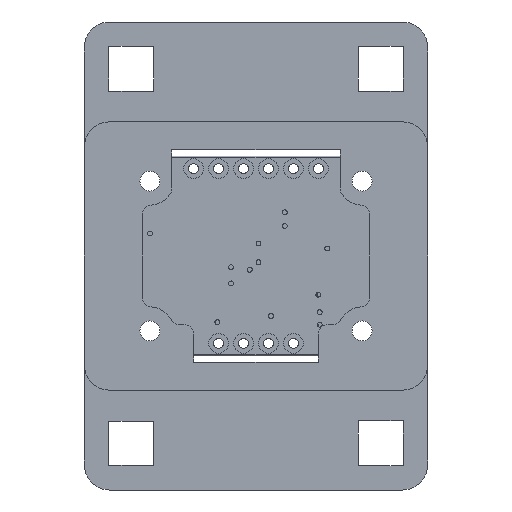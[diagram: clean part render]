
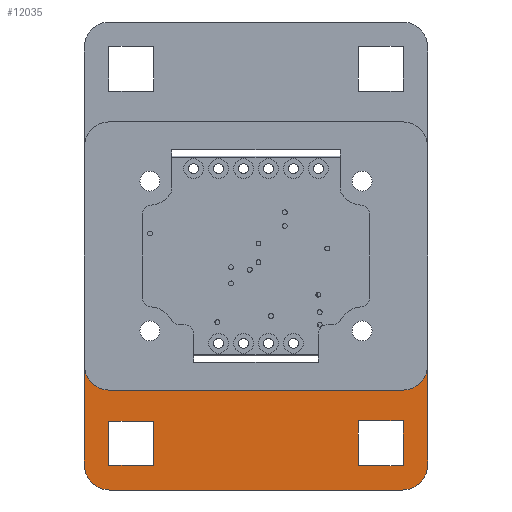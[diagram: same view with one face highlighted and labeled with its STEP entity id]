
A CAD part, front view. The second image highlights one B-rep face of the part: STEP entity #12035.
In plain terms, the highlighted planar face has unit normal (0, -1, 0).
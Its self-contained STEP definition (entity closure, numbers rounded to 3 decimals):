
#1183=LINE('',#19419,#2421);
#1186=LINE('',#19425,#2424);
#1189=LINE('',#19431,#2427);
#1192=LINE('',#19435,#2430);
#1207=LINE('',#19467,#2445);
#1210=LINE('',#19473,#2448);
#1213=LINE('',#19479,#2451);
#1216=LINE('',#19483,#2454);
#1219=LINE('',#19495,#2457);
#1238=LINE('',#19542,#2476);
#1240=LINE('',#19551,#2478);
#1241=LINE('',#19554,#2479);
#2421=VECTOR('',#16111,10.);
#2424=VECTOR('',#16116,10.);
#2427=VECTOR('',#16121,10.);
#2430=VECTOR('',#16126,10.);
#2445=VECTOR('',#16151,10.);
#2448=VECTOR('',#16156,10.);
#2451=VECTOR('',#16161,10.);
#2454=VECTOR('',#16166,10.);
#2457=VECTOR('',#16177,10.);
#2476=VECTOR('',#16216,10.);
#2478=VECTOR('',#16226,10.);
#2479=VECTOR('',#16229,10.);
#2845=FACE_BOUND('',#4218,.T.);
#2846=FACE_BOUND('',#4219,.T.);
#3462=FACE_OUTER_BOUND('',#4217,.T.);
#4217=EDGE_LOOP('',(#10375,#10376,#10377,#10378,#10379,#10380,#10381,#10382));
#4218=EDGE_LOOP('',(#10383,#10384,#10385,#10386));
#4219=EDGE_LOOP('',(#10387,#10388,#10389,#10390));
#4624=CIRCLE('',#13041,2.54);
#4629=CIRCLE('',#13051,2.54);
#4631=CIRCLE('',#13056,2.54);
#4632=CIRCLE('',#13057,2.54);
#5610=VERTEX_POINT('',#19416);
#5611=VERTEX_POINT('',#19418);
#5613=VERTEX_POINT('',#19424);
#5615=VERTEX_POINT('',#19430);
#5626=VERTEX_POINT('',#19464);
#5627=VERTEX_POINT('',#19466);
#5629=VERTEX_POINT('',#19472);
#5631=VERTEX_POINT('',#19478);
#5634=VERTEX_POINT('',#19488);
#5635=VERTEX_POINT('',#19490);
#5636=VERTEX_POINT('',#19494);
#5653=VERTEX_POINT('',#19536);
#5654=VERTEX_POINT('',#19538);
#5656=VERTEX_POINT('',#19548);
#5657=VERTEX_POINT('',#19550);
#5658=VERTEX_POINT('',#19552);
#7188=EDGE_CURVE('',#5611,#5610,#1183,.T.);
#7191=EDGE_CURVE('',#5613,#5611,#1186,.T.);
#7194=EDGE_CURVE('',#5615,#5613,#1189,.T.);
#7197=EDGE_CURVE('',#5610,#5615,#1192,.T.);
#7212=EDGE_CURVE('',#5627,#5626,#1207,.T.);
#7215=EDGE_CURVE('',#5629,#5627,#1210,.T.);
#7218=EDGE_CURVE('',#5631,#5629,#1213,.T.);
#7221=EDGE_CURVE('',#5626,#5631,#1216,.T.);
#7224=EDGE_CURVE('',#5634,#5635,#4624,.F.);
#7226=EDGE_CURVE('',#5636,#5634,#1219,.T.);
#7248=EDGE_CURVE('',#5653,#5654,#4629,.F.);
#7250=EDGE_CURVE('',#5635,#5653,#1238,.T.);
#7253=EDGE_CURVE('',#5656,#5636,#4631,.T.);
#7254=EDGE_CURVE('',#5657,#5656,#1240,.T.);
#7255=EDGE_CURVE('',#5658,#5657,#4632,.T.);
#7256=EDGE_CURVE('',#5654,#5658,#1241,.T.);
#10375=ORIENTED_EDGE('',*,*,#7226,.F.);
#10376=ORIENTED_EDGE('',*,*,#7253,.F.);
#10377=ORIENTED_EDGE('',*,*,#7254,.F.);
#10378=ORIENTED_EDGE('',*,*,#7255,.F.);
#10379=ORIENTED_EDGE('',*,*,#7256,.F.);
#10380=ORIENTED_EDGE('',*,*,#7248,.F.);
#10381=ORIENTED_EDGE('',*,*,#7250,.F.);
#10382=ORIENTED_EDGE('',*,*,#7224,.F.);
#10383=ORIENTED_EDGE('',*,*,#7194,.T.);
#10384=ORIENTED_EDGE('',*,*,#7191,.T.);
#10385=ORIENTED_EDGE('',*,*,#7188,.T.);
#10386=ORIENTED_EDGE('',*,*,#7197,.T.);
#10387=ORIENTED_EDGE('',*,*,#7218,.T.);
#10388=ORIENTED_EDGE('',*,*,#7215,.T.);
#10389=ORIENTED_EDGE('',*,*,#7212,.T.);
#10390=ORIENTED_EDGE('',*,*,#7221,.T.);
#10986=PLANE('',#13055);
#12035=ADVANCED_FACE('',(#3462,#2845,#2846),#10986,.T.);
#13041=AXIS2_PLACEMENT_3D('',#19491,#16172,#16173);
#13051=AXIS2_PLACEMENT_3D('',#19539,#16211,#16212);
#13055=AXIS2_PLACEMENT_3D('',#19547,#16222,#16223);
#13056=AXIS2_PLACEMENT_3D('',#19549,#16224,#16225);
#13057=AXIS2_PLACEMENT_3D('',#19553,#16227,#16228);
#16111=DIRECTION('',(0.,0.,-1.));
#16116=DIRECTION('',(1.,0.,0.));
#16121=DIRECTION('',(0.,0.,1.));
#16126=DIRECTION('',(-1.,0.,0.));
#16151=DIRECTION('',(0.,0.,-1.));
#16156=DIRECTION('',(1.,0.,0.));
#16161=DIRECTION('',(0.,0.,1.));
#16166=DIRECTION('',(-1.,0.,0.));
#16172=DIRECTION('center_axis',(0.,1.,0.));
#16173=DIRECTION('ref_axis',(-0.707,0.,-0.707));
#16177=DIRECTION('',(0.,0.,1.));
#16211=DIRECTION('center_axis',(0.,1.,0.));
#16212=DIRECTION('ref_axis',(0.707,0.,-0.707));
#16216=DIRECTION('',(1.,0.,0.));
#16222=DIRECTION('center_axis',(0.,-1.,0.));
#16223=DIRECTION('ref_axis',(1.,0.,0.));
#16224=DIRECTION('center_axis',(0.,1.,0.));
#16225=DIRECTION('ref_axis',(-0.707,0.,-0.707));
#16226=DIRECTION('',(-1.,0.,0.));
#16227=DIRECTION('center_axis',(0.,1.,0.));
#16228=DIRECTION('ref_axis',(0.707,0.,-0.707));
#16229=DIRECTION('',(0.,0.,-1.));
#19416=CARTESIAN_POINT('',(2.921,5.03,-31.46));
#19418=CARTESIAN_POINT('',(2.921,5.03,-26.96));
#19419=CARTESIAN_POINT('',(2.921,5.03,-8.876));
#19424=CARTESIAN_POINT('',(-1.651,5.03,-26.96));
#19425=CARTESIAN_POINT('',(5.842,5.03,-26.96));
#19430=CARTESIAN_POINT('',(-1.651,5.03,-31.46));
#19431=CARTESIAN_POINT('',(-1.651,5.03,-11.126));
#19435=CARTESIAN_POINT('',(8.128,5.03,-31.46));
#19464=CARTESIAN_POINT('',(28.321,5.03,-31.496));
#19466=CARTESIAN_POINT('',(28.321,5.03,-26.924));
#19467=CARTESIAN_POINT('',(28.321,5.03,-8.858));
#19472=CARTESIAN_POINT('',(23.749,5.03,-26.924));
#19473=CARTESIAN_POINT('',(18.542,5.03,-26.924));
#19478=CARTESIAN_POINT('',(23.749,5.03,-31.496));
#19479=CARTESIAN_POINT('',(23.749,5.03,-11.144));
#19483=CARTESIAN_POINT('',(20.828,5.03,-31.496));
#19488=CARTESIAN_POINT('',(-4.128,5.03,-21.273));
#19490=CARTESIAN_POINT('',(-1.588,5.03,-23.813));
#19491=CARTESIAN_POINT('Origin',(-1.588,5.03,-21.273));
#19494=CARTESIAN_POINT('',(-4.128,5.03,-31.433));
#19495=CARTESIAN_POINT('',(-4.128,5.03,-28.575));
#19536=CARTESIAN_POINT('',(28.258,5.03,-23.813));
#19538=CARTESIAN_POINT('',(30.798,5.03,-21.273));
#19539=CARTESIAN_POINT('Origin',(28.258,5.03,-21.273));
#19542=CARTESIAN_POINT('',(5.874,5.03,-23.813));
#19547=CARTESIAN_POINT('Origin',(13.335,5.03,9.207));
#19548=CARTESIAN_POINT('',(-1.588,5.03,-33.973));
#19549=CARTESIAN_POINT('Origin',(-1.588,5.03,-31.433));
#19550=CARTESIAN_POINT('',(28.258,5.03,-33.973));
#19551=CARTESIAN_POINT('',(22.066,5.03,-33.973));
#19552=CARTESIAN_POINT('',(30.798,5.03,-31.433));
#19553=CARTESIAN_POINT('Origin',(28.258,5.03,-31.433));
#19554=CARTESIAN_POINT('',(30.798,5.03,-11.113));
